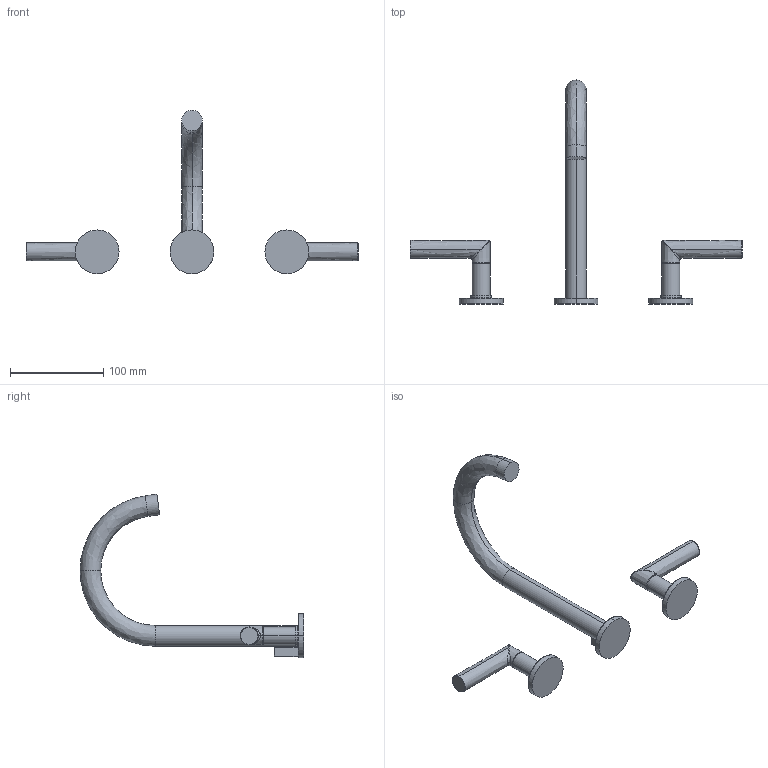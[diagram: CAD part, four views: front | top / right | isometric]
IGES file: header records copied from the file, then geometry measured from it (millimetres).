
Start section:  PTC IGES file: 3100.igs
Global section: file name: 3100.igs; native system: Creo Parametric by PTC Inc.; preprocessor: 2018400; author: jinson.thomas; organization: Unknown; date: 20201130.110903; units: inch
Bounding box: 355.6 x 239.88 x 175.29 mm (x, y, z)
Volume: 253589.6 mm3; surface area: 56439.1 mm2
Topology: 3 solids, 3 shells, 90 faces, 192 edges, 116 vertices
Faces by surface type: revolution 62, bspline 28
